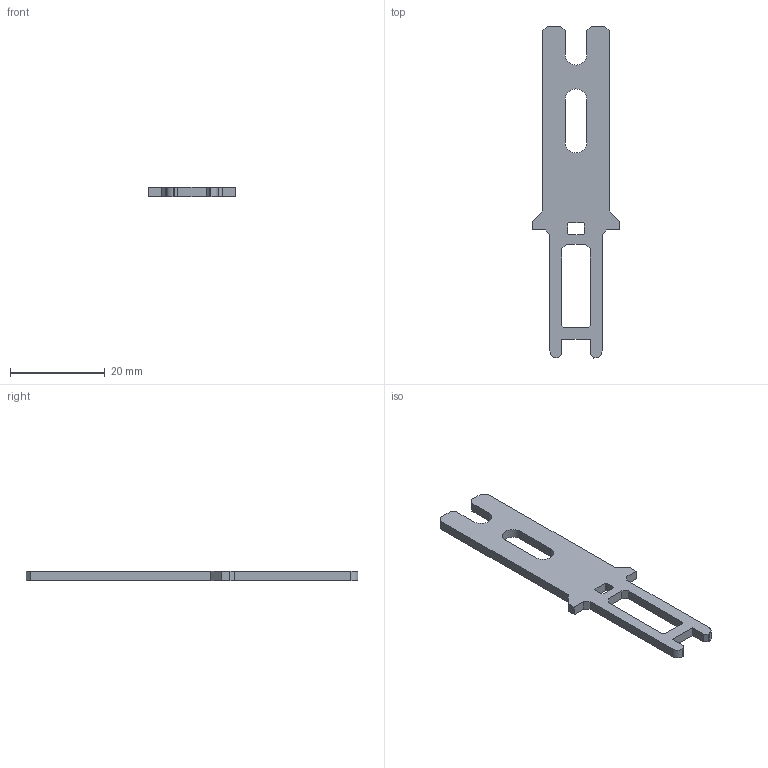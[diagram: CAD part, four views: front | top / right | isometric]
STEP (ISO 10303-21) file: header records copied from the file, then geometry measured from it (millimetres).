
FILE_DESCRIPTION((''),'2;1');
FILE_NAME('3d_KXN1.stp','2012-10-03T07:34:55',(''),(''),'Mechanical Desktop 2011','Mechanical Desktop 2011',', , ');
FILE_SCHEMA(('CONFIG_CONTROL_DESIGN'));
Length unit declared in the file: millimetre
Products named in the file (1): Product
Bounding box: 18.5 x 70 x 2 mm (x, y, z)
Volume: 1363.1 mm3; surface area: 1924 mm2
Topology: 1 solids, 1 shells, 52 faces, 150 edges, 100 vertices
Faces by surface type: plane 47, cylinder 5
Entity records: 1791 total; most frequent: CARTESIAN_POINT 303, ORIENTED_EDGE 300, DIRECTION 266, EDGE_CURVE 150, VECTOR 140, LINE 140, VERTEX_POINT 100, AXIS2_PLACEMENT_3D 63
